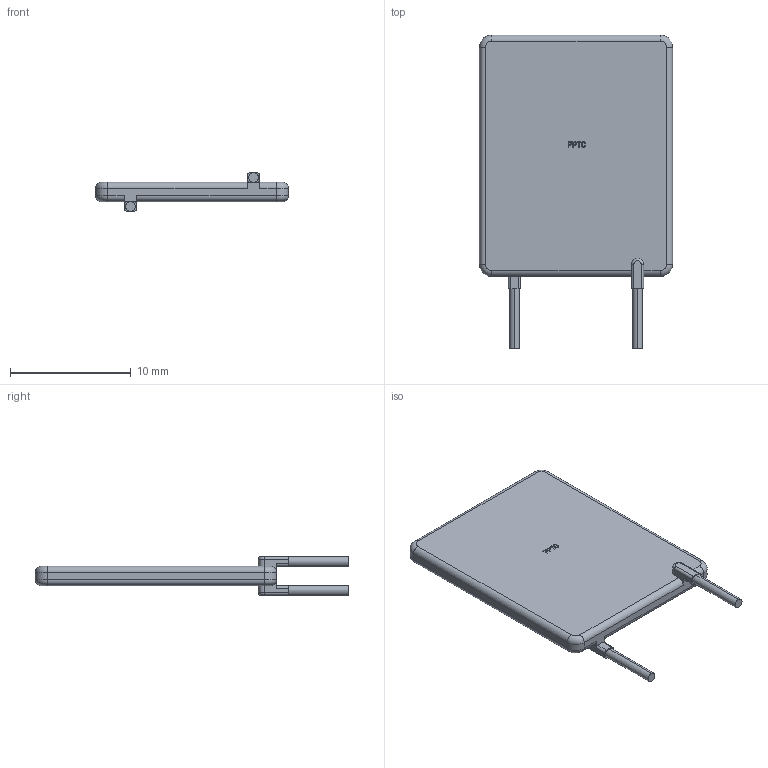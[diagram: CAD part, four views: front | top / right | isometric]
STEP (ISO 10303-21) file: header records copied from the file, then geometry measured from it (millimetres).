
FILE_DESCRIPTION (( 'STEP AP214' ), '1' );
FILE_NAME ('PPTC-P10.2-W16.STEP', '2023-08-31T08:07:21', ( '' ), ( '' ), 'SwSTEP 2.0', 'SolidWorks 2020', '' );
FILE_SCHEMA (( 'AUTOMOTIVE_DESIGN' ));
Length unit declared in the file: millimetre
Products named in the file (1): PPTC-P10.2-W16
Bounding box: 16 x 26 x 3.2 mm (x, y, z)
Volume: 512 mm3; surface area: 759.3 mm2
Topology: 1 solids, 1 shells, 106 faces, 266 edges, 168 vertices
Faces by surface type: plane 52, cylinder 28, bspline 16, torus 10
Entity records: 5388 total; most frequent: CARTESIAN_POINT 1709, ORIENTED_EDGE 532, DIRECTION 482, EDGE_CURVE 266, VECTOR 168, VERTEX_POINT 168, LINE 168, AXIS2_PLACEMENT_3D 157
